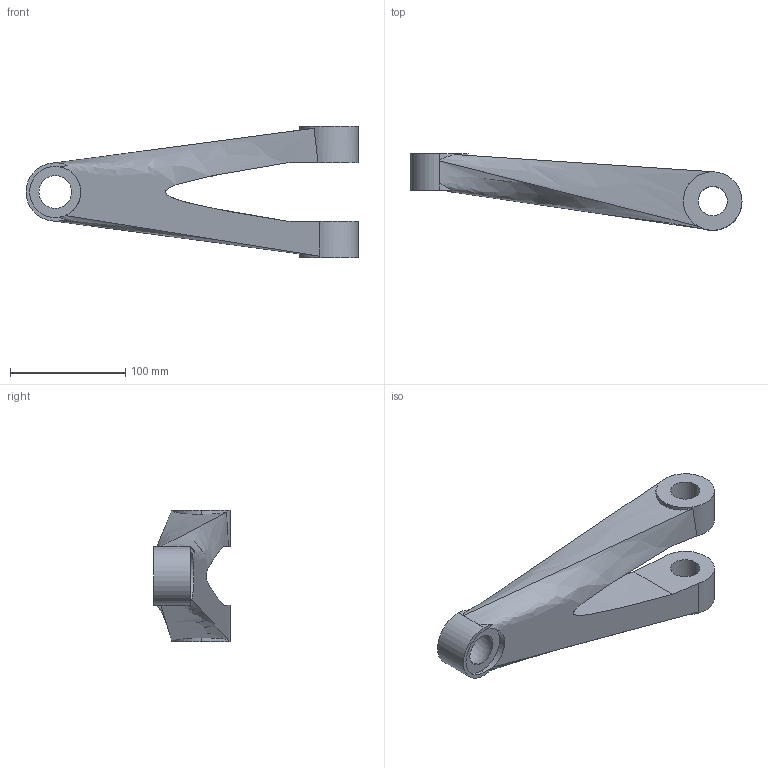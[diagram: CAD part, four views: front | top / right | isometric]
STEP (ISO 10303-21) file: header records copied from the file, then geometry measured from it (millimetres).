
FILE_DESCRIPTION (( 'STEP AP203' ), '1' );
FILE_NAME ('User Library-front wheel independent suspension assembly(partial)_Suspension Overcarriage_Default_sldprt.STEP', '2023-07-02T00:56:51', ( '' ), ( '' ), 'SwSTEP 2.0', 'SolidWorks 2022', '' );
FILE_SCHEMA (( 'CONFIG_CONTROL_DESIGN' ));
Length unit declared in the file: inch
Products named in the file (1): User Library-front wheel independent suspension assembly(partial)_Suspension Overcarriage_Default_sldprt
Bounding box: 288.32 x 66.72 x 114.3 mm (x, y, z)
Volume: 592349.5 mm3; surface area: 78669.4 mm2
Topology: 1 solids, 1 shells, 33 faces, 89 edges, 57 vertices
Faces by surface type: cylinder 18, plane 8, bspline 5, sphere 2
Entity records: 1592 total; most frequent: CARTESIAN_POINT 720, ORIENTED_EDGE 168, DIRECTION 160, EDGE_CURVE 84, AXIS2_PLACEMENT_3D 67, VERTEX_POINT 54, EDGE_LOOP 40, CIRCLE 38
